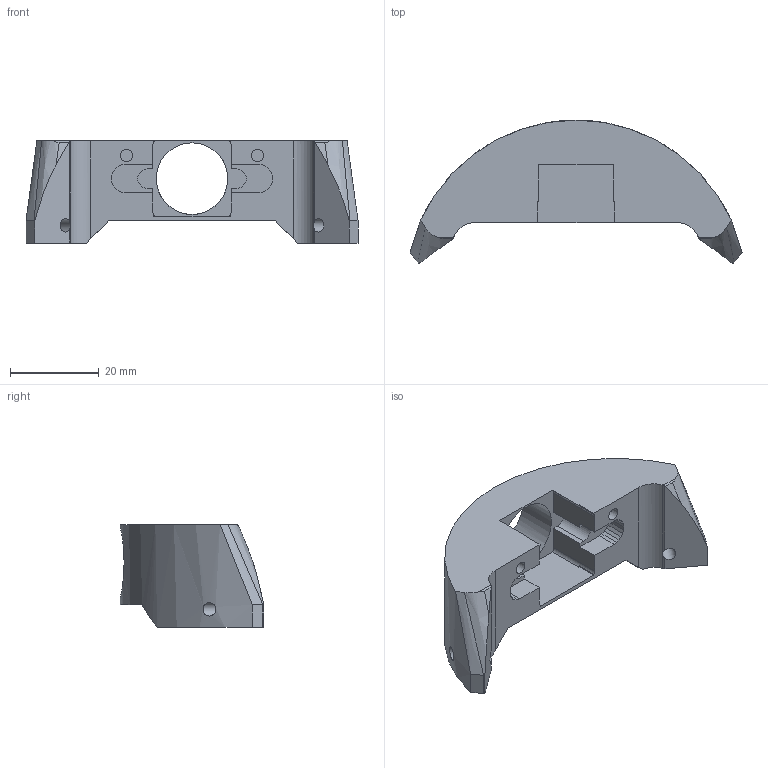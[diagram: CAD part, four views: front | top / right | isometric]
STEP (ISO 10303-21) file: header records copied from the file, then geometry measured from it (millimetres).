
FILE_DESCRIPTION(/* description */ (''),/* implementation_level */ '2;1');
FILE_NAME(/* name */ 'camera_disk.stp',/* time_stamp */ '2025-10-20T00:24:06+03:00',/* author */ ('I9232'),/* organization */ (''),/* preprocessor_version */ 'ST-DEVELOPER v19.2',/* originating_system */ 'Autodesk Inventor 2023',/* authorisation */ '');
FILE_SCHEMA (('AUTOMOTIVE_DESIGN { 1 0 10303 214 3 1 1 }'));
Length unit declared in the file: millimetre
Products named in the file (1): camera_disk
Bounding box: 74.64 x 32.27 x 23 mm (x, y, z)
Volume: 17890.8 mm3; surface area: 7230.6 mm2
Topology: 1 solids, 1 shells, 87 faces, 277 edges, 211 vertices
Faces by surface type: plane 63, cylinder 20, bspline 4
Full cylindrical faces by diameter (mm): 2.8 x2, 3 x2, 16.1 x1
Entity records: 3268 total; most frequent: CARTESIAN_POINT 845, ORIENTED_EDGE 512, DIRECTION 447, EDGE_CURVE 256, LINE 183, VECTOR 183, VERTEX_POINT 171, AXIS2_PLACEMENT_3D 132
